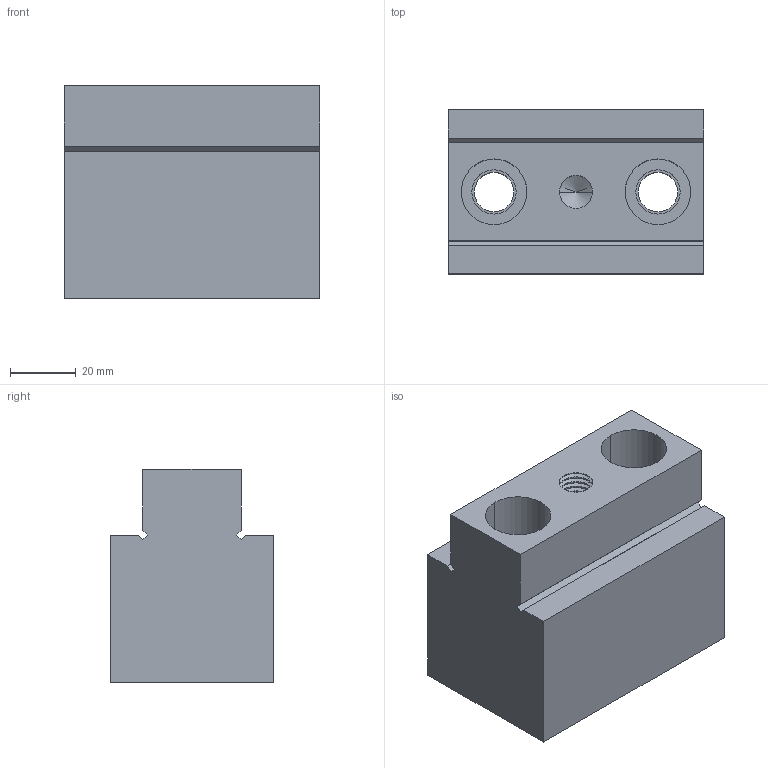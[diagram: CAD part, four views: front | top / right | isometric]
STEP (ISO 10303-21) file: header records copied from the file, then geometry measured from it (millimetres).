
FILE_DESCRIPTION(('STEP AP214'),'1');
FILE_NAME(' ',' ',('TraceParts'),('TraceParts S.A.'),'XStep 1.0',' ',' ');
FILE_SCHEMA(('automotive_design'));
Length unit declared in the file: millimetre
Products named in the file (1): 1
Bounding box: 78 x 50 x 65 mm (x, y, z)
Volume: 188027.8 mm3; surface area: 33173.4 mm2
Topology: 1 solids, 1 shells, 276 faces, 568 edges, 297 vertices
Faces by surface type: cone 98, torus 96, cylinder 62, plane 20
Entity records: 13701 total; most frequent: DIRECTION 1484, STYLED_ITEM 1140, PRESENTATION_STYLE_ASSIGNMENT 1140, CARTESIAN_POINT 1140, COLOUR_RGB 1140, ORIENTED_EDGE 1132, AXIS2_PLACEMENT_3D 641, EDGE_CURVE 566
